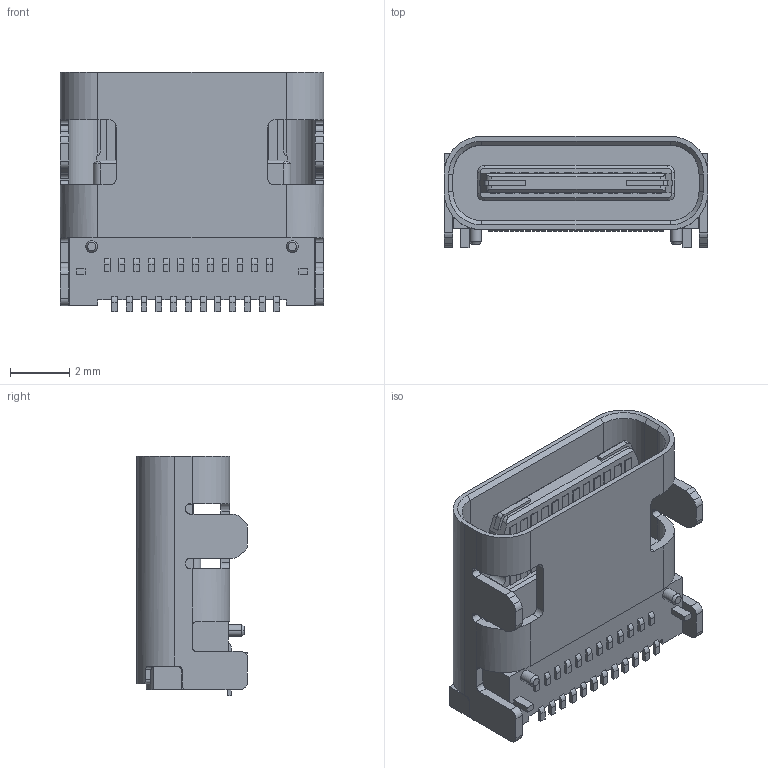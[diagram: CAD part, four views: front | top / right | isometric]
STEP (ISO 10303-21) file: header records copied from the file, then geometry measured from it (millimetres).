
FILE_DESCRIPTION((''),'2;1');
FILE_NAME('C-2345986-1','2019-05-22T07:44:36',('workeradm'),('TE Connectivity Ltd.'),'CREO PARAMETRIC BY PTC INC, 2018190','CREO PARAMETRIC BY PTC INC, 2018190','');
FILE_SCHEMA(('AUTOMOTIVE_DESIGN { 1 0 10303 214 1 1 1 1 }'));
Length unit declared in the file: millimetre
Products named in the file (1): C-2345986-1
Bounding box: 8.94 x 3.76 x 8.1 mm (x, y, z)
Volume: 135 mm3; surface area: 445.1 mm2
Topology: 1 solids, 1 shells, 472 faces, 1342 edges, 880 vertices
Faces by surface type: plane 344, cylinder 116, cone 12
Entity records: 15357 total; most frequent: CARTESIAN_POINT 2829, ORIENTED_EDGE 2684, DIRECTION 2508, EDGE_CURVE 1342, VECTOR 1080, LINE 1080, VERTEX_POINT 880, AXIS2_PLACEMENT_3D 714
